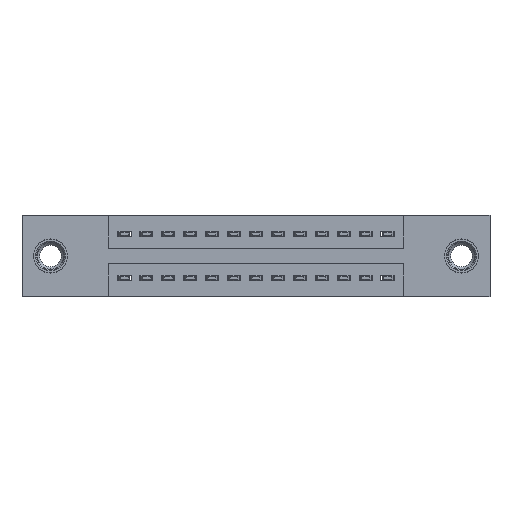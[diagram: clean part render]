
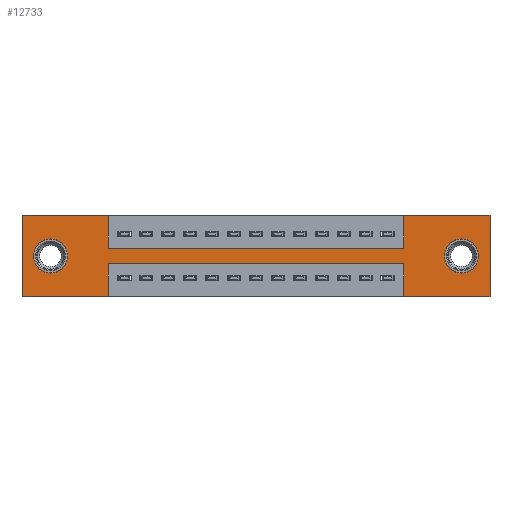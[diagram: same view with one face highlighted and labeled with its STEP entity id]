
A CAD part, front view. The second image highlights one B-rep face of the part: STEP entity #12733.
In plain terms, the highlighted planar face has unit normal (0, -1, 0).
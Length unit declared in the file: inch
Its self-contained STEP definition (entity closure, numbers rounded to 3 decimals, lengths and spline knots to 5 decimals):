
#10 = AXIS2_PLACEMENT_3D ( 'NONE', #6936, #15031, #8142 ) ;
#84 = CARTESIAN_POINT ( 'NONE',  ( 0.13, 0., -0.107 ) ) ;
#309 = DIRECTION ( 'NONE',  ( -1., 0., 0. ) ) ;
#358 = CARTESIAN_POINT ( 'NONE',  ( 0., 0., -0.37 ) ) ;
#549 = VERTEX_POINT ( 'NONE', #978 ) ;
#721 = DIRECTION ( 'NONE',  ( 0., 0., -1. ) ) ;
#876 = FACE_OUTER_BOUND ( 'NONE', #11112, .T. ) ;
#978 = CARTESIAN_POINT ( 'NONE',  ( 2.135, 0., -0.37 ) ) ;
#983 = EDGE_CURVE ( 'NONE', #9068, #8187, #3693, .T. ) ;
#1162 = VERTEX_POINT ( 'NONE', #10361 ) ;
#1186 = CARTESIAN_POINT ( 'NONE',  ( 1.7425, 0., -0.37 ) ) ;
#1203 = AXIS2_PLACEMENT_3D ( 'NONE', #5565, #13722, #6760 ) ;
#1361 = ORIENTED_EDGE ( 'NONE', *, *, #2260, .F. ) ;
#1378 = EDGE_CURVE ( 'NONE', #10193, #6814, #1675, .T. ) ;
#1394 = DIRECTION ( 'NONE',  ( 0., 1., 0. ) ) ;
#1524 = ORIENTED_EDGE ( 'NONE', *, *, #983, .F. ) ;
#1675 = LINE ( 'NONE', #8593, #5147 ) ;
#1919 = CARTESIAN_POINT ( 'NONE',  ( 0.3925, 0., -0.37 ) ) ;
#2160 = CARTESIAN_POINT ( 'NONE',  ( 0.3925, 0., 0. ) ) ;
#2260 = EDGE_CURVE ( 'NONE', #6814, #3244, #14057, .T. ) ;
#2338 = DIRECTION ( 'NONE',  ( 0., 0., 1. ) ) ;
#2643 = EDGE_LOOP ( 'NONE', ( #9769, #5700 ) ) ;
#2690 = LINE ( 'NONE', #4082, #11693 ) ;
#2986 = CARTESIAN_POINT ( 'NONE',  ( 0.3925, 0., -0.22 ) ) ;
#3013 = CARTESIAN_POINT ( 'NONE',  ( 2.005, 0., -0.185 ) ) ;
#3051 = CARTESIAN_POINT ( 'NONE',  ( 1.7425, 0., -0.15 ) ) ;
#3244 = VERTEX_POINT ( 'NONE', #12926 ) ;
#3641 = CARTESIAN_POINT ( 'NONE',  ( 0.13, 0., -0.263 ) ) ;
#3693 = LINE ( 'NONE', #11521, #9628 ) ;
#3746 = CARTESIAN_POINT ( 'NONE',  ( 2.135, 0., 0. ) ) ;
#3831 = VERTEX_POINT ( 'NONE', #2160 ) ;
#3928 = VECTOR ( 'NONE', #13199, 39.37008 ) ;
#3986 = VERTEX_POINT ( 'NONE', #3641 ) ;
#4045 = EDGE_CURVE ( 'NONE', #12014, #549, #4675, .T. ) ;
#4082 = CARTESIAN_POINT ( 'NONE',  ( 0., 0., 0. ) ) ;
#4200 = DIRECTION ( 'NONE',  ( 0., 0., -1. ) ) ;
#4255 = EDGE_CURVE ( 'NONE', #6376, #1162, #10771, .T. ) ;
#4331 = VECTOR ( 'NONE', #11957, 39.37008 ) ;
#4486 = DIRECTION ( 'NONE',  ( -1., 0., 0. ) ) ;
#4675 = LINE ( 'NONE', #3746, #4331 ) ;
#4878 = LINE ( 'NONE', #12609, #13848 ) ;
#4937 = ORIENTED_EDGE ( 'NONE', *, *, #13233, .F. ) ;
#4996 = CIRCLE ( 'NONE', #10, 0.078 ) ;
#5036 = CARTESIAN_POINT ( 'NONE',  ( 1.7425, 0., 0. ) ) ;
#5147 = VECTOR ( 'NONE', #8614, 39.37008 ) ;
#5390 = ORIENTED_EDGE ( 'NONE', *, *, #8928, .F. ) ;
#5423 = ORIENTED_EDGE ( 'NONE', *, *, #7919, .F. ) ;
#5551 = CARTESIAN_POINT ( 'NONE',  ( 0., 0., 0. ) ) ;
#5565 = CARTESIAN_POINT ( 'NONE',  ( 2.005, 0., -0.185 ) ) ;
#5610 = DIRECTION ( 'NONE',  ( 0., 0., -1. ) ) ;
#5700 = ORIENTED_EDGE ( 'NONE', *, *, #4255, .T. ) ;
#5862 = VERTEX_POINT ( 'NONE', #1186 ) ;
#5878 = EDGE_CURVE ( 'NONE', #5862, #11249, #11272, .T. ) ;
#5954 = VERTEX_POINT ( 'NONE', #84 ) ;
#6121 = ORIENTED_EDGE ( 'NONE', *, *, #5878, .F. ) ;
#6370 = ORIENTED_EDGE ( 'NONE', *, *, #14961, .F. ) ;
#6376 = VERTEX_POINT ( 'NONE', #7988 ) ;
#6491 = DIRECTION ( 'NONE',  ( 0., 0., 1. ) ) ;
#6584 = CARTESIAN_POINT ( 'NONE',  ( 0., 0., -0.37 ) ) ;
#6755 = FACE_BOUND ( 'NONE', #10988, .T. ) ;
#6760 = DIRECTION ( 'NONE',  ( 0., 0., -1. ) ) ;
#6765 = VECTOR ( 'NONE', #13241, 39.37008 ) ;
#6790 = ORIENTED_EDGE ( 'NONE', *, *, #4045, .F. ) ;
#6814 = VERTEX_POINT ( 'NONE', #1919 ) ;
#6902 = EDGE_CURVE ( 'NONE', #1162, #6376, #12396, .T. ) ;
#6936 = CARTESIAN_POINT ( 'NONE',  ( 0.13, 0., -0.185 ) ) ;
#7237 = AXIS2_PLACEMENT_3D ( 'NONE', #8474, #1394, #9649 ) ;
#7510 = CIRCLE ( 'NONE', #7237, 0.078 ) ;
#7678 = VECTOR ( 'NONE', #11980, 39.37008 ) ;
#7788 = DIRECTION ( 'NONE',  ( 0., -1., 0. ) ) ;
#7819 = VECTOR ( 'NONE', #2338, 39.37008 ) ;
#7854 = CARTESIAN_POINT ( 'NONE',  ( 0.3925, 0., -0.15 ) ) ;
#7919 = EDGE_CURVE ( 'NONE', #13297, #12014, #13265, .T. ) ;
#7928 = ORIENTED_EDGE ( 'NONE', *, *, #14226, .F. ) ;
#7988 = CARTESIAN_POINT ( 'NONE',  ( 2.005, 0., -0.263 ) ) ;
#8142 = DIRECTION ( 'NONE',  ( 0., 0., 1. ) ) ;
#8187 = VERTEX_POINT ( 'NONE', #3051 ) ;
#8380 = EDGE_CURVE ( 'NONE', #3986, #5954, #4996, .T. ) ;
#8474 = CARTESIAN_POINT ( 'NONE',  ( 0.13, 0., -0.185 ) ) ;
#8593 = CARTESIAN_POINT ( 'NONE',  ( 0.3925, 0., -0.37 ) ) ;
#8614 = DIRECTION ( 'NONE',  ( 0., 0., -1. ) ) ;
#8731 = AXIS2_PLACEMENT_3D ( 'NONE', #6584, #7788, #721 ) ;
#8732 = VECTOR ( 'NONE', #6491, 39.37008 ) ;
#8760 = ORIENTED_EDGE ( 'NONE', *, *, #14311, .T. ) ;
#8928 = EDGE_CURVE ( 'NONE', #3244, #9101, #9087, .T. ) ;
#9068 = VERTEX_POINT ( 'NONE', #7854 ) ;
#9087 = LINE ( 'NONE', #13457, #8732 ) ;
#9101 = VERTEX_POINT ( 'NONE', #5551 ) ;
#9628 = VECTOR ( 'NONE', #11486, 39.37008 ) ;
#9649 = DIRECTION ( 'NONE',  ( 0., 0., 1. ) ) ;
#9714 = ORIENTED_EDGE ( 'NONE', *, *, #1378, .F. ) ;
#9769 = ORIENTED_EDGE ( 'NONE', *, *, #6902, .T. ) ;
#9898 = FACE_BOUND ( 'NONE', #2643, .T. ) ;
#9909 = LINE ( 'NONE', #5036, #6765 ) ;
#10193 = VERTEX_POINT ( 'NONE', #2986 ) ;
#10361 = CARTESIAN_POINT ( 'NONE',  ( 2.005, 0., -0.107 ) ) ;
#10582 = CARTESIAN_POINT ( 'NONE',  ( 1.7425, 0., -0.37 ) ) ;
#10651 = VECTOR ( 'NONE', #309, 39.37008 ) ;
#10771 = CIRCLE ( 'NONE', #11690, 0.078 ) ;
#10817 = CARTESIAN_POINT ( 'NONE',  ( 0.3925, 0., -0.22 ) ) ;
#10887 = CARTESIAN_POINT ( 'NONE',  ( 0., 0., 0. ) ) ;
#10988 = EDGE_LOOP ( 'NONE', ( #8760, #12121 ) ) ;
#11064 = CARTESIAN_POINT ( 'NONE',  ( 2.135, 0., 0. ) ) ;
#11112 = EDGE_LOOP ( 'NONE', ( #9714, #6370, #6121, #14052, #6790, #5423, #4937, #1524, #14664, #7928, #5390, #1361 ) ) ;
#11249 = VERTEX_POINT ( 'NONE', #11893 ) ;
#11250 = DIRECTION ( 'NONE',  ( 0., 1., 0. ) ) ;
#11272 = LINE ( 'NONE', #10582, #7819 ) ;
#11486 = DIRECTION ( 'NONE',  ( 1., 0., 0. ) ) ;
#11521 = CARTESIAN_POINT ( 'NONE',  ( 0.3925, 0., -0.15 ) ) ;
#11535 = CARTESIAN_POINT ( 'NONE',  ( 0., 0., -0.37 ) ) ;
#11690 = AXIS2_PLACEMENT_3D ( 'NONE', #3013, #11250, #4200 ) ;
#11693 = VECTOR ( 'NONE', #11746, 39.37008 ) ;
#11708 = EDGE_CURVE ( 'NONE', #549, #5862, #15121, .T. ) ;
#11746 = DIRECTION ( 'NONE',  ( 1., 0., 0. ) ) ;
#11893 = CARTESIAN_POINT ( 'NONE',  ( 1.7425, 0., -0.22 ) ) ;
#11957 = DIRECTION ( 'NONE',  ( 0., 0., -1. ) ) ;
#11980 = DIRECTION ( 'NONE',  ( -1., 0., 0. ) ) ;
#12014 = VERTEX_POINT ( 'NONE', #11064 ) ;
#12121 = ORIENTED_EDGE ( 'NONE', *, *, #8380, .T. ) ;
#12396 = CIRCLE ( 'NONE', #1203, 0.078 ) ;
#12609 = CARTESIAN_POINT ( 'NONE',  ( 0.3925, 0., 0. ) ) ;
#12733 = ADVANCED_FACE ( 'NONE', ( #9898, #6755, #876 ), #13544, .T. ) ;
#12926 = CARTESIAN_POINT ( 'NONE',  ( 0., 0., -0.37 ) ) ;
#13199 = DIRECTION ( 'NONE',  ( 1., 0., 0. ) ) ;
#13233 = EDGE_CURVE ( 'NONE', #8187, #13297, #9909, .T. ) ;
#13241 = DIRECTION ( 'NONE',  ( 0., 0., 1. ) ) ;
#13265 = LINE ( 'NONE', #10887, #3928 ) ;
#13297 = VERTEX_POINT ( 'NONE', #14527 ) ;
#13457 = CARTESIAN_POINT ( 'NONE',  ( 0., 0., 0. ) ) ;
#13544 = PLANE ( 'NONE',  #8731 ) ;
#13722 = DIRECTION ( 'NONE',  ( 0., 1., 0. ) ) ;
#13822 = LINE ( 'NONE', #10817, #7678 ) ;
#13848 = VECTOR ( 'NONE', #5610, 39.37008 ) ;
#14049 = EDGE_CURVE ( 'NONE', #3831, #9068, #4878, .T. ) ;
#14052 = ORIENTED_EDGE ( 'NONE', *, *, #11708, .F. ) ;
#14057 = LINE ( 'NONE', #358, #10651 ) ;
#14226 = EDGE_CURVE ( 'NONE', #9101, #3831, #2690, .T. ) ;
#14311 = EDGE_CURVE ( 'NONE', #5954, #3986, #7510, .T. ) ;
#14527 = CARTESIAN_POINT ( 'NONE',  ( 1.7425, 0., 0. ) ) ;
#14664 = ORIENTED_EDGE ( 'NONE', *, *, #14049, .F. ) ;
#14772 = VECTOR ( 'NONE', #4486, 39.37008 ) ;
#14961 = EDGE_CURVE ( 'NONE', #11249, #10193, #13822, .T. ) ;
#15031 = DIRECTION ( 'NONE',  ( 0., 1., 0. ) ) ;
#15121 = LINE ( 'NONE', #11535, #14772 ) ;
